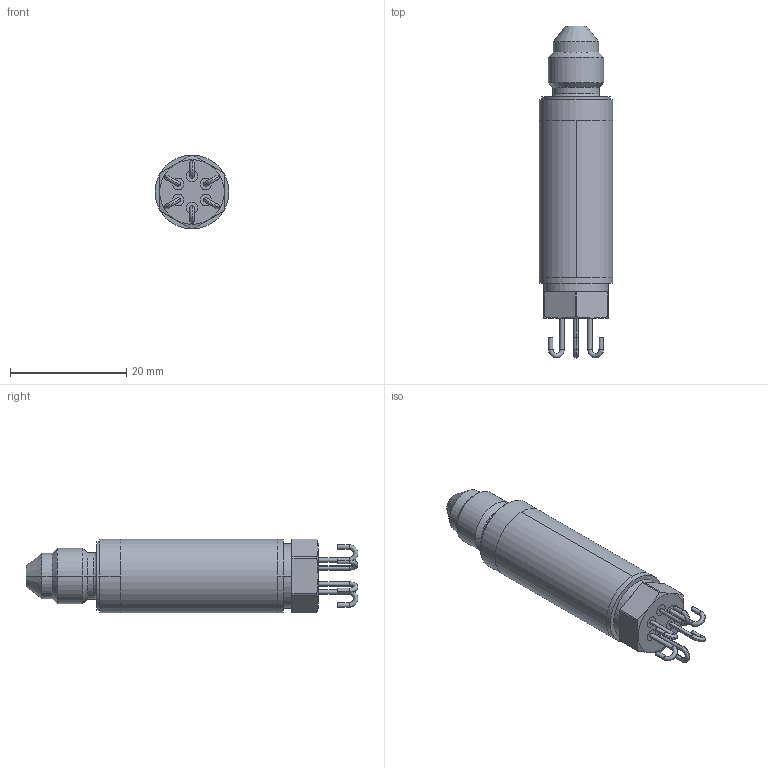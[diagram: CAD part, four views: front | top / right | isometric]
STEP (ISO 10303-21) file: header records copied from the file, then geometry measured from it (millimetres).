
FILE_DESCRIPTION(('Creo Elements/Direct Modeling STEP Export'),'2;1');
FILE_NAME('9648-step.stp','2018-09-03T15:21:36',(''),(''),'PTC Creo Elements/Direct Modeling STEP processor for AP214 (Solid Model)','PTC Creo Elements/Direct Modeling 19.0E 27-Jun-2016 (C) Parametric Technology GmbH','');
FILE_SCHEMA(('AUTOMOTIVE_DESIGN { 1 0 10303 214 1 1 1 1 }'));
Length unit declared in the file: millimetre
Products named in the file (7): p01; 9620-1; 9522_GlassBead.03; 9522_Pin.06; 9522_Body; 9522
Assembly tree (14 placements, depth 2):
  p01
  9620-1
    9620-1
  9522
    9522_Body
    9522_Pin.06  x6
    9522_GlassBead.03  x6
Bounding box: 12.7 x 57.05 x 12.7 mm (x, y, z)
Volume: 5550.3 mm3; surface area: 3892.7 mm2
Topology: 15 solids, 15 shells, 173 faces, 352 edges, 218 vertices
Faces by surface type: cylinder 96, plane 45, cone 18, torus 14
Entity records: 3022 total; most frequent: CARTESIAN_POINT 658, ORIENTED_EDGE 444, DIRECTION 432, EDGE_CURVE 222, AXIS2_PLACEMENT_3D 176, VERTEX_POINT 138, EDGE_LOOP 128, FACE_OUTER_BOUND 103
